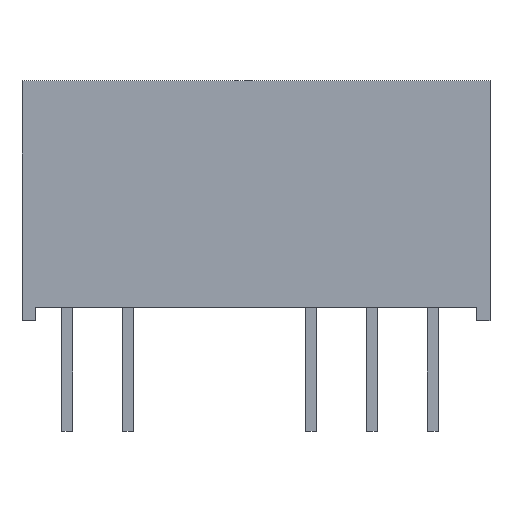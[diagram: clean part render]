
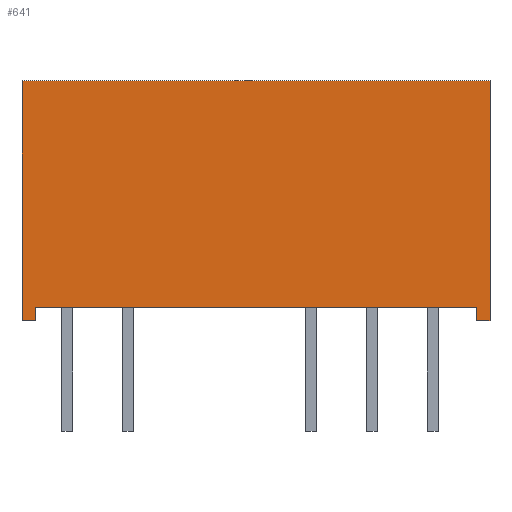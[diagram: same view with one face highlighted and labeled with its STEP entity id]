
A CAD part, top view. The second image highlights one B-rep face of the part: STEP entity #641.
In plain terms, the highlighted planar face has unit normal (0, 0, 1).
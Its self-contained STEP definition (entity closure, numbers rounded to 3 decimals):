
#45=FACE_OUTER_BOUND('',#85,.T.);
#85=EDGE_LOOP('',(#497,#498,#499,#500,#501,#502,#503,#504));
#129=LINE('',#942,#213);
#136=LINE('',#956,#220);
#140=LINE('',#965,#224);
#141=LINE('',#967,#225);
#143=LINE('',#970,#227);
#146=LINE('',#977,#230);
#150=LINE('',#983,#234);
#152=LINE('',#987,#236);
#213=VECTOR('',#772,10.);
#220=VECTOR('',#781,10.);
#224=VECTOR('',#787,10.);
#225=VECTOR('',#790,10.);
#227=VECTOR('',#794,10.);
#230=VECTOR('',#799,10.);
#234=VECTOR('',#805,10.);
#236=VECTOR('',#811,10.);
#289=VERTEX_POINT('',#940);
#290=VERTEX_POINT('',#941);
#294=VERTEX_POINT('',#950);
#296=VERTEX_POINT('',#954);
#297=VERTEX_POINT('',#958);
#300=VERTEX_POINT('',#963);
#302=VERTEX_POINT('',#974);
#303=VERTEX_POINT('',#976);
#353=EDGE_CURVE('',#289,#290,#129,.T.);
#360=EDGE_CURVE('',#296,#294,#136,.T.);
#364=EDGE_CURVE('',#300,#297,#140,.T.);
#365=EDGE_CURVE('',#296,#297,#141,.T.);
#367=EDGE_CURVE('',#300,#290,#143,.T.);
#370=EDGE_CURVE('',#302,#303,#146,.T.);
#374=EDGE_CURVE('',#302,#294,#150,.T.);
#376=EDGE_CURVE('',#303,#289,#152,.T.);
#497=ORIENTED_EDGE('',*,*,#376,.F.);
#498=ORIENTED_EDGE('',*,*,#370,.F.);
#499=ORIENTED_EDGE('',*,*,#374,.T.);
#500=ORIENTED_EDGE('',*,*,#360,.F.);
#501=ORIENTED_EDGE('',*,*,#365,.T.);
#502=ORIENTED_EDGE('',*,*,#364,.F.);
#503=ORIENTED_EDGE('',*,*,#367,.T.);
#504=ORIENTED_EDGE('',*,*,#353,.F.);
#601=PLANE('',#700);
#641=ADVANCED_FACE('',(#45),#601,.T.);
#700=AXIS2_PLACEMENT_3D('',#986,#809,#810);
#772=DIRECTION('',(1.,0.,0.));
#781=DIRECTION('',(-1.,0.,0.));
#787=DIRECTION('',(-1.,0.,0.));
#790=DIRECTION('',(0.,-1.,0.));
#794=DIRECTION('',(0.,1.,0.));
#799=DIRECTION('',(-1.,0.,0.));
#805=DIRECTION('',(0.,1.,0.));
#809=DIRECTION('center_axis',(0.,0.,1.));
#810=DIRECTION('ref_axis',(1.,0.,0.));
#811=DIRECTION('',(0.,1.,0.));
#940=CARTESIAN_POINT('',(-9.75,10.,3.));
#941=CARTESIAN_POINT('',(9.75,10.,3.));
#942=CARTESIAN_POINT('',(-9.2,10.,3.));
#950=CARTESIAN_POINT('',(-9.2,0.55,3.));
#954=CARTESIAN_POINT('',(9.2,0.55,3.));
#956=CARTESIAN_POINT('',(-4.875,0.55,3.));
#958=CARTESIAN_POINT('',(9.2,0.,3.));
#963=CARTESIAN_POINT('',(9.75,0.,3.));
#965=CARTESIAN_POINT('',(-9.2,0.,3.));
#967=CARTESIAN_POINT('',(9.2,0.,3.));
#970=CARTESIAN_POINT('',(9.75,0.,3.));
#974=CARTESIAN_POINT('',(-9.2,0.,3.));
#976=CARTESIAN_POINT('',(-9.75,0.,3.));
#977=CARTESIAN_POINT('',(-9.2,0.,3.));
#983=CARTESIAN_POINT('',(-9.2,0.,3.));
#986=CARTESIAN_POINT('Origin',(-9.75,0.,3.));
#987=CARTESIAN_POINT('',(-9.75,0.,3.));
